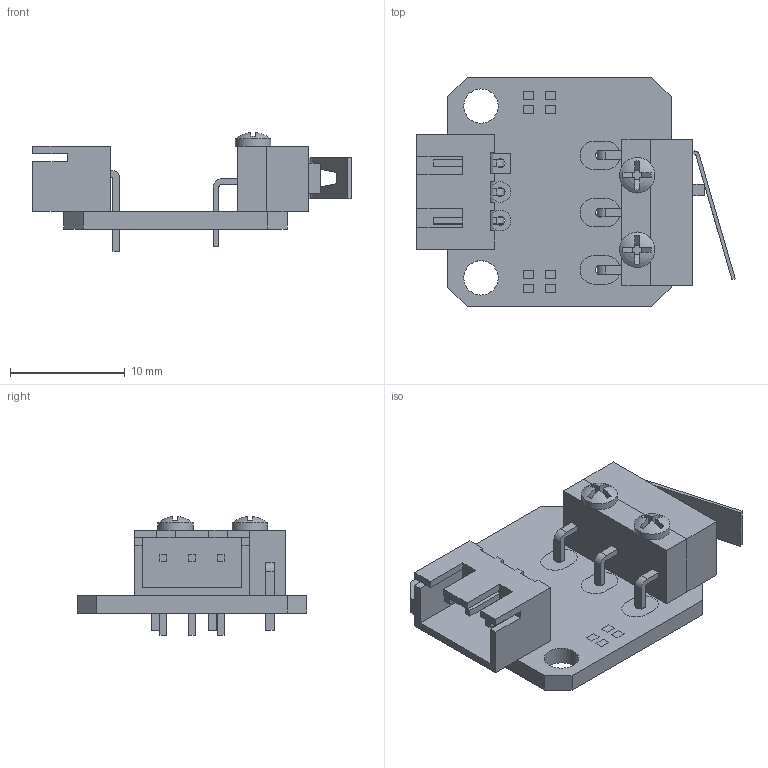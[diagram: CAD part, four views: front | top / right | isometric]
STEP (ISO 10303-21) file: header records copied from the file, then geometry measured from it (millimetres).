
FILE_DESCRIPTION(/* description */ (''),/* implementation_level */ '2;1');
FILE_NAME(/* name */ 'Creality-Endstop.step',/* time_stamp */ '2022-07-21T17:06:50+02:00',/* author */ (''),/* organization */ (''),/* preprocessor_version */ 'ST-DEVELOPER v19',/* originating_system */ 'Autodesk Translation Framework v11.7.0.108',/* authorisation */ '');
FILE_SCHEMA (('AUTOMOTIVE_DESIGN { 1 0 10303 214 3 1 1 }'));
Length unit declared in the file: millimetre
Products named in the file (4): Creality Endstop; PCB; JST XH 3 Pin Through Hole 90deg; Switch
Assembly tree (3 placements, depth 3):
  Creality Endstop
    PCB
      JST XH 3 Pin Through Hole 90deg
    Switch
Bounding box: 27.8 x 20 x 10.38 mm (x, y, z)
Volume: 1234.8 mm3; surface area: 2174.1 mm2
Topology: 14 solids, 14 shells, 214 faces, 564 edges, 398 vertices
Faces by surface type: plane 188, cylinder 24, sphere 2
Full cylindrical faces by diameter (mm): 0.8 x6, 3 x2, 3.1 x2
Entity records: 6844 total; most frequent: CARTESIAN_POINT 1184, ORIENTED_EDGE 1128, DIRECTION 1100, EDGE_CURVE 564, LINE 472, VECTOR 472, VERTEX_POINT 398, AXIS2_PLACEMENT_3D 314
